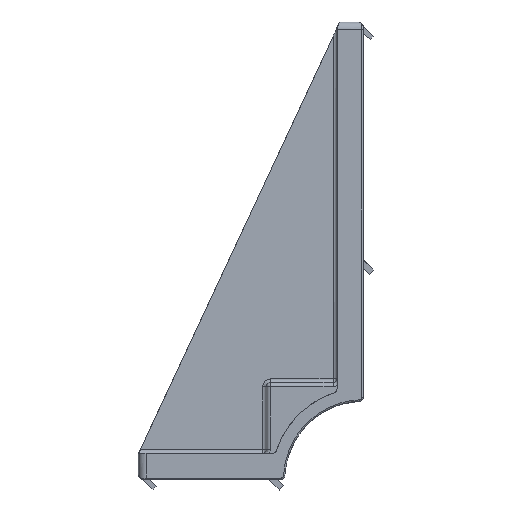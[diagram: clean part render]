
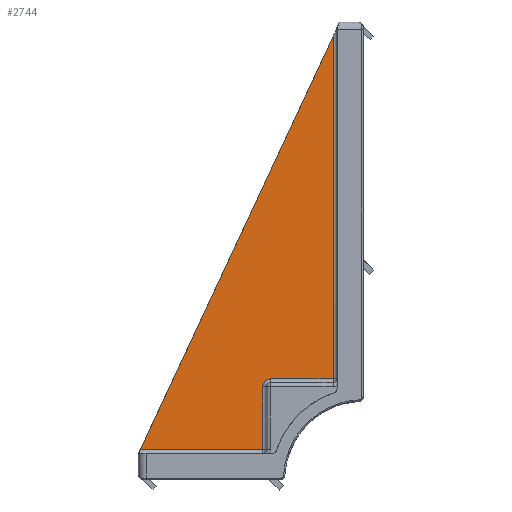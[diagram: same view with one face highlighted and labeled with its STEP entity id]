
A CAD part, top view. The second image highlights one B-rep face of the part: STEP entity #2744.
In plain terms, the highlighted planar face has unit normal (-0.012, 0.012, 1).
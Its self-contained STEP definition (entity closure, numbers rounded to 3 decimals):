
#46 = EDGE_CURVE ( 'NONE', #11225, #7501, #5265, .T. ) ;
#251 = CARTESIAN_POINT ( 'NONE',  ( -38.481, 14.996, -13.79 ) ) ;
#254 = CARTESIAN_POINT ( 'NONE',  ( -38.481, 35.481, -14.043 ) ) ;
#945 = AXIS2_PLACEMENT_3D ( 'NONE', #3959, #3312, #3273 ) ;
#2115 = CARTESIAN_POINT ( 'NONE',  ( -11.481, 38.481, -13.746 ) ) ;
#2190 = CARTESIAN_POINT ( 'NONE',  ( -35.481, 38.481, -14.043 ) ) ;
#2242 = EDGE_CURVE ( 'NONE', #6172, #3703, #4235, .T. ) ;
#2744 = ADVANCED_FACE ( 'NONE', ( #4287 ), #3706, .T. ) ;
#3273 = DIRECTION ( 'NONE',  ( 0., -1., 0.012 ) ) ;
#3312 = DIRECTION ( 'NONE',  ( -0.012, 0.012, 1. ) ) ;
#3404 = LINE ( 'NONE', #4877, #9792 ) ;
#3703 = VERTEX_POINT ( 'NONE', #2115 ) ;
#3706 = PLANE ( 'NONE',  #945 ) ;
#3959 = CARTESIAN_POINT ( 'NONE',  ( -15., 15., -13.5 ) ) ;
#4117 = EDGE_LOOP ( 'NONE', ( #4949, #4895, #4632, #4460, #4528, #4496 ) ) ;
#4235 = LINE ( 'NONE', #6880, #4344 ) ;
#4287 = FACE_OUTER_BOUND ( 'NONE', #4117, .T. ) ;
#4344 = VECTOR ( 'NONE', #6799, 1000. ) ;
#4460 = ORIENTED_EDGE ( 'NONE', *, *, #10101, .T. ) ;
#4496 = ORIENTED_EDGE ( 'NONE', *, *, #5228, .T. ) ;
#4528 = ORIENTED_EDGE ( 'NONE', *, *, #10913, .T. ) ;
#4632 = ORIENTED_EDGE ( 'NONE', *, *, #46, .T. ) ;
#4859 = DIRECTION ( 'NONE',  ( 1., 0., 0.012 ) ) ;
#4877 = CARTESIAN_POINT ( 'NONE',  ( -92.188, 11.481, -14.409 ) ) ;
#4895 = ORIENTED_EDGE ( 'NONE', *, *, #5251, .T. ) ;
#4949 = ORIENTED_EDGE ( 'NONE', *, *, #2242, .T. ) ;
#5228 = EDGE_CURVE ( 'NONE', #8635, #6172, #6993, .T. ) ;
#5251 = EDGE_CURVE ( 'NONE', #3703, #11225, #9479, .T. ) ;
#5264 = CARTESIAN_POINT ( 'NONE',  ( -85.25, 11.481, -14.324 ) ) ;
#5265 = LINE ( 'NONE', #11500, #6475 ) ;
#5539 = VERTEX_POINT ( 'NONE', #6642 ) ;
#6172 = VERTEX_POINT ( 'NONE', #2190 ) ;
#6475 = VECTOR ( 'NONE', #11335, 1000. ) ;
#6642 = CARTESIAN_POINT ( 'NONE',  ( -38.481, 11.481, -13.746 ) ) ;
#6799 = DIRECTION ( 'NONE',  ( 1., 0., 0.012 ) ) ;
#6823 = CARTESIAN_POINT ( 'NONE',  ( -11.481, 169.678, -15.366 ) ) ;
#6880 = CARTESIAN_POINT ( 'NONE',  ( -35.481, 38.481, -14.043 ) ) ;
#6993 = B_SPLINE_CURVE_WITH_KNOTS ( 'NONE', 3,
 ( #9253, #9285, #9320, #9226, #9212, #9209, #9186, #9177, #9176, #9166, #9159, #9129, #9120, #9117, #9105, #9103, #9067, #9048, #9044, #9016 ),
 .UNSPECIFIED., .F., .F.,
 ( 4, 1, 1, 1, 2, 2, 2, 1, 1, 1, 2, 2, 4 ),
 ( 0., 0.125, 0.188, 0.219, 0.234, 0.25, 0.5, 0.625, 0.688, 0.719, 0.734, 0.75, 1. ),
 .UNSPECIFIED. ) ;
#7501 = VERTEX_POINT ( 'NONE', #5264 ) ;
#7712 = VECTOR ( 'NONE', #9383, 1000. ) ;
#7894 = LINE ( 'NONE', #251, #10305 ) ;
#8635 = VERTEX_POINT ( 'NONE', #254 ) ;
#8989 = CARTESIAN_POINT ( 'NONE',  ( -11.481, 15.001, -13.457 ) ) ;
#9016 = CARTESIAN_POINT ( 'NONE',  ( -35.481, 38.481, -14.043 ) ) ;
#9044 = CARTESIAN_POINT ( 'NONE',  ( -35.863, 38.481, -14.047 ) ) ;
#9048 = CARTESIAN_POINT ( 'NONE',  ( -36.231, 38.411, -14.051 ) ) ;
#9067 = CARTESIAN_POINT ( 'NONE',  ( -36.608, 38.262, -14.054 ) ) ;
#9103 = CARTESIAN_POINT ( 'NONE',  ( -36.634, 38.251, -14.054 ) ) ;
#9105 = CARTESIAN_POINT ( 'NONE',  ( -36.681, 38.231, -14.054 ) ) ;
#9117 = CARTESIAN_POINT ( 'NONE',  ( -36.752, 38.2, -14.055 ) ) ;
#9120 = CARTESIAN_POINT ( 'NONE',  ( -36.913, 38.122, -14.056 ) ) ;
#9129 = CARTESIAN_POINT ( 'NONE',  ( -37.22, 37.942, -14.057 ) ) ;
#9159 = CARTESIAN_POINT ( 'NONE',  ( -37.457, 37.749, -14.058 ) ) ;
#9166 = CARTESIAN_POINT ( 'NONE',  ( -37.895, 37.31, -14.058 ) ) ;
#9176 = CARTESIAN_POINT ( 'NONE',  ( -38.119, 36.971, -14.057 ) ) ;
#9177 = CARTESIAN_POINT ( 'NONE',  ( -38.28, 36.562, -14.053 ) ) ;
#9186 = CARTESIAN_POINT ( 'NONE',  ( -38.288, 36.541, -14.053 ) ) ;
#9209 = CARTESIAN_POINT ( 'NONE',  ( -38.305, 36.497, -14.053 ) ) ;
#9212 = CARTESIAN_POINT ( 'NONE',  ( -38.328, 36.43, -14.052 ) ) ;
#9226 = CARTESIAN_POINT ( 'NONE',  ( -38.378, 36.272, -14.051 ) ) ;
#9253 = CARTESIAN_POINT ( 'NONE',  ( -38.481, 35.481, -14.043 ) ) ;
#9285 = CARTESIAN_POINT ( 'NONE',  ( -38.481, 35.672, -14.045 ) ) ;
#9320 = CARTESIAN_POINT ( 'NONE',  ( -38.455, 35.953, -14.048 ) ) ;
#9383 = DIRECTION ( 'NONE',  ( 0., 1., -0.012 ) ) ;
#9479 = LINE ( 'NONE', #8989, #7712 ) ;
#9792 = VECTOR ( 'NONE', #4859, 1000. ) ;
#10101 = EDGE_CURVE ( 'NONE', #7501, #5539, #3404, .T. ) ;
#10305 = VECTOR ( 'NONE', #11571, 1000. ) ;
#10913 = EDGE_CURVE ( 'NONE', #5539, #8635, #7894, .T. ) ;
#11225 = VERTEX_POINT ( 'NONE', #6823 ) ;
#11335 = DIRECTION ( 'NONE',  ( -0.423, -0.906, 0.006 ) ) ;
#11500 = CARTESIAN_POINT ( 'NONE',  ( -11.481, 169.678, -15.366 ) ) ;
#11571 = DIRECTION ( 'NONE',  ( 0., 1., -0.012 ) ) ;
